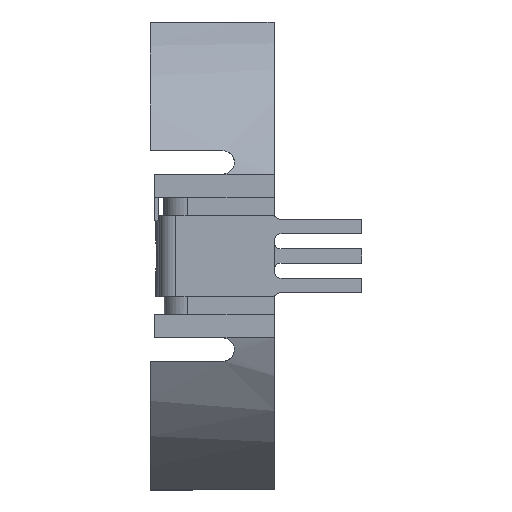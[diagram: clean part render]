
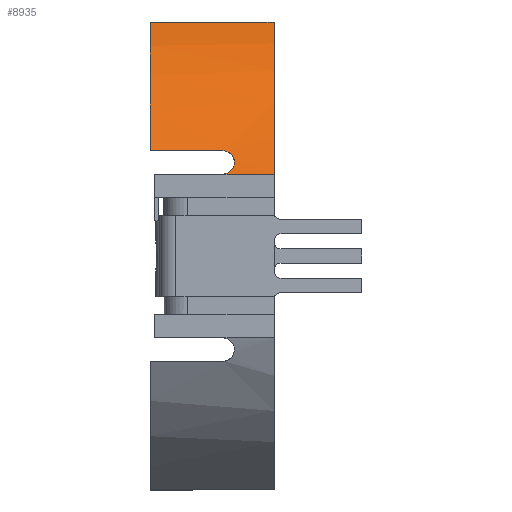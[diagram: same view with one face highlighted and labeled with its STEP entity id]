
A CAD part, left-side view. The second image highlights one B-rep face of the part: STEP entity #8935.
In plain terms, the highlighted cylindrical face has radius 11.2 mm (diameter 22.4 mm), a partial arc.
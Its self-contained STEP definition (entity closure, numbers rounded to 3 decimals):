
#448 = CARTESIAN_POINT ( 'NONE',  ( 0., 5.3, 0. ) ) ;
#449 = DIRECTION ( 'NONE',  ( 0., -1., 0. ) ) ;
#450 = DIRECTION ( 'NONE',  ( 0., 0., -1. ) ) ;
#887 = CARTESIAN_POINT ( 'NONE',  ( -5.044, 0., 10. ) ) ;
#1027 = CARTESIAN_POINT ( 'NONE',  ( -10.639, 0., 3.5 ) ) ;
#2786 = B_SPLINE_CURVE_WITH_KNOTS ( 'NONE', 3,
 ( #6654, #6661, #6662, #6663, #6664, #6665, #6666, #6667, #6668, #6669 ),
 .UNSPECIFIED., .F., .F.,
 ( 4, 2, 2, 2, 4 ),
 ( 0., 0., 0.001, 0.001, 0.002 ),
 .UNSPECIFIED. ) ;
#3015 = LINE ( 'NONE', #3016, #7689 ) ;
#3016 = CARTESIAN_POINT ( 'NONE',  ( -5.044, 5.3, 10. ) ) ;
#3017 = DIRECTION ( 'NONE',  ( 0., 1., 0. ) ) ;
#4752 = LINE ( 'NONE', #4753, #10947 ) ;
#4753 = CARTESIAN_POINT ( 'NONE',  ( -10.639, 5.3, 3.5 ) ) ;
#4754 = DIRECTION ( 'NONE',  ( 0., -1., 0. ) ) ;
#4769 = CARTESIAN_POINT ( 'NONE',  ( 0., 0., 0. ) ) ;
#4782 = DIRECTION ( 'NONE',  ( 0., 1., 0. ) ) ;
#4783 = DIRECTION ( 'NONE',  ( 0., 0., -1. ) ) ;
#4800 = LINE ( 'NONE', #4801, #7977 ) ;
#4801 = CARTESIAN_POINT ( 'NONE',  ( -5.044, 5.3, 10. ) ) ;
#4802 = DIRECTION ( 'NONE',  ( 0., 1., 0. ) ) ;
#5727 = CYLINDRICAL_SURFACE ( 'NONE', #5751, 11.2 ) ;
#5749 = FACE_OUTER_BOUND ( 'NONE', #10284, .T. ) ;
#5751 = AXIS2_PLACEMENT_3D ( 'NONE', #448, #449, #450 ) ;
#6556 = LINE ( 'NONE', #6557, #10729 ) ;
#6557 = CARTESIAN_POINT ( 'NONE',  ( -10.256, 5.3, 4.5 ) ) ;
#6558 = DIRECTION ( 'NONE',  ( 0., -1., 0. ) ) ;
#6611 = CARTESIAN_POINT ( 'NONE',  ( 0., 5.3, 0. ) ) ;
#6618 = DIRECTION ( 'NONE',  ( 0., -1., 0. ) ) ;
#6619 = DIRECTION ( 'NONE',  ( 0., 0., -1. ) ) ;
#6654 = CARTESIAN_POINT ( 'NONE',  ( -10.256, 2.2, 4.5 ) ) ;
#6661 = CARTESIAN_POINT ( 'NONE',  ( -10.256, 2.063, 4.5 ) ) ;
#6662 = CARTESIAN_POINT ( 'NONE',  ( -10.282, 1.931, 4.441 ) ) ;
#6663 = CARTESIAN_POINT ( 'NONE',  ( -10.361, 1.751, 4.255 ) ) ;
#6664 = CARTESIAN_POINT ( 'NONE',  ( -10.412, 1.701, 4.13 ) ) ;
#6665 = CARTESIAN_POINT ( 'NONE',  ( -10.509, 1.699, 3.876 ) ) ;
#6666 = CARTESIAN_POINT ( 'NONE',  ( -10.554, 1.748, 3.749 ) ) ;
#6667 = CARTESIAN_POINT ( 'NONE',  ( -10.62, 1.931, 3.558 ) ) ;
#6668 = CARTESIAN_POINT ( 'NONE',  ( -10.639, 2.063, 3.5 ) ) ;
#6669 = CARTESIAN_POINT ( 'NONE',  ( -10.639, 2.2, 3.5 ) ) ;
#7433 = AXIS2_PLACEMENT_3D ( 'NONE', #6611, #6618, #6619 ) ;
#7689 = VECTOR ( 'NONE', #3017, 1000. ) ;
#7977 = VECTOR ( 'NONE', #4802, 1000. ) ;
#8017 = AXIS2_PLACEMENT_3D ( 'NONE', #4769, #4782, #4783 ) ;
#8147 = VERTEX_POINT ( 'NONE', #11279 ) ;
#8181 = VERTEX_POINT ( 'NONE', #11287 ) ;
#8238 = VERTEX_POINT ( 'NONE', #11304 ) ;
#8246 = VERTEX_POINT ( 'NONE', #11307 ) ;
#8265 = VERTEX_POINT ( 'NONE', #11311 ) ;
#8636 = EDGE_CURVE ( 'NONE', #8246, #10554, #4752, .T. ) ;
#8646 = EDGE_CURVE ( 'NONE', #10554, #10338, #9282, .T. ) ;
#8652 = EDGE_CURVE ( 'NONE', #10338, #8238, #4800, .T. ) ;
#8935 = ADVANCED_FACE ( 'NONE', ( #5749 ), #5727, .T. ) ;
#9042 = EDGE_CURVE ( 'NONE', #8238, #8181, #3015, .T. ) ;
#9070 = EDGE_CURVE ( 'NONE', #8265, #8147, #6556, .T. ) ;
#9087 = EDGE_CURVE ( 'NONE', #8181, #8265, #9176, .T. ) ;
#9101 = EDGE_CURVE ( 'NONE', #8147, #8246, #2786, .T. ) ;
#9176 = CIRCLE ( 'NONE', #7433, 11.2 ) ;
#9282 = CIRCLE ( 'NONE', #8017, 11.2 ) ;
#9870 = ORIENTED_EDGE ( 'NONE', *, *, #9070, .T. ) ;
#9878 = ORIENTED_EDGE ( 'NONE', *, *, #8652, .T. ) ;
#9879 = ORIENTED_EDGE ( 'NONE', *, *, #9101, .T. ) ;
#9884 = ORIENTED_EDGE ( 'NONE', *, *, #9042, .T. ) ;
#9904 = ORIENTED_EDGE ( 'NONE', *, *, #9087, .T. ) ;
#9910 = ORIENTED_EDGE ( 'NONE', *, *, #8646, .T. ) ;
#9914 = ORIENTED_EDGE ( 'NONE', *, *, #8636, .T. ) ;
#10284 = EDGE_LOOP ( 'NONE', ( #9914, #9910, #9878, #9884, #9904, #9870, #9879 ) ) ;
#10338 = VERTEX_POINT ( 'NONE', #887 ) ;
#10554 = VERTEX_POINT ( 'NONE', #1027 ) ;
#10729 = VECTOR ( 'NONE', #6558, 1000. ) ;
#10947 = VECTOR ( 'NONE', #4754, 1000. ) ;
#11279 = CARTESIAN_POINT ( 'NONE',  ( -10.256, 2.2, 4.5 ) ) ;
#11287 = CARTESIAN_POINT ( 'NONE',  ( -5.044, 5.3, 10. ) ) ;
#11304 = CARTESIAN_POINT ( 'NONE',  ( -5.044, 1.7, 10. ) ) ;
#11307 = CARTESIAN_POINT ( 'NONE',  ( -10.639, 2.2, 3.5 ) ) ;
#11311 = CARTESIAN_POINT ( 'NONE',  ( -10.256, 5.3, 4.5 ) ) ;
